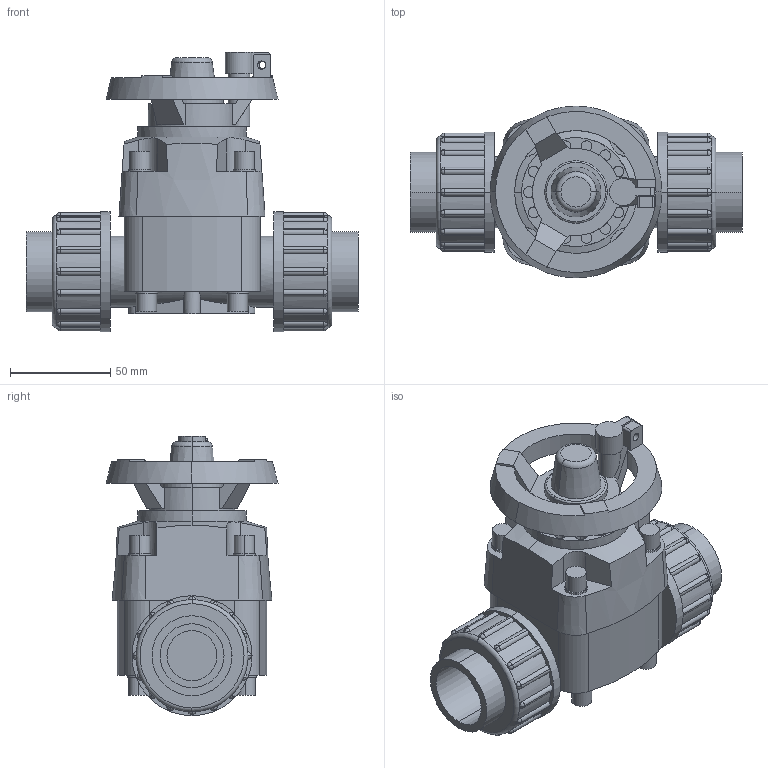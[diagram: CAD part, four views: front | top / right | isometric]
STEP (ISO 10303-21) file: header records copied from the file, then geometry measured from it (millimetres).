
FILE_DESCRIPTION(('STEP AP214'),'1');
FILE_NAME('cctmp_2C4F59AB-DABA-4040-97B7-ADC454A63403_2018_11_21_10_12_38_148..stp','2018-11-21T09:12:38',('Praher Valves GmbH'),('CADClick - www.CADClick.com'),'Spatial InterOp 3D',' ','unknown authorization');
FILE_SCHEMA(('AUTOMOTIVE_DESIGN'));
Length unit declared in the file: millimetre
Products named in the file (1): 125040
Bounding box: 166 x 86 x 139.71 mm (x, y, z)
Volume: 581705.9 mm3; surface area: 94463.8 mm2
Topology: 1 solids, 4 shells, 442 faces, 1125 edges, 722 vertices
Faces by surface type: cylinder 210, plane 148, sphere 64, cone 12, torus 8
Entity records: 18255 total; most frequent: CARTESIAN_POINT 3660, DIRECTION 2511, ORIENTED_EDGE 2250, EDGE_CURVE 1125, AXIS2_PLACEMENT_3D 1047, VERTEX_POINT 722, CIRCLE 584, EDGE_LOOP 483
